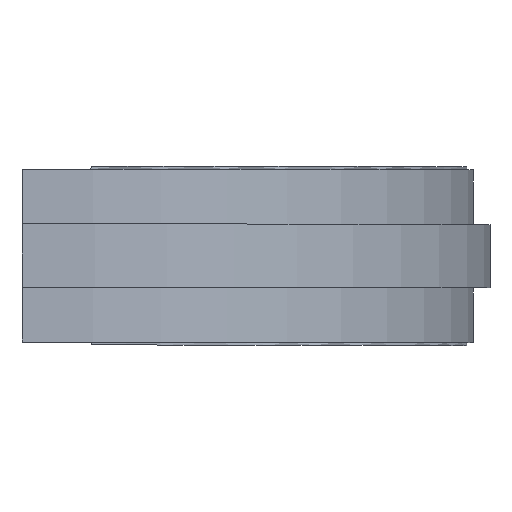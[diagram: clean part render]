
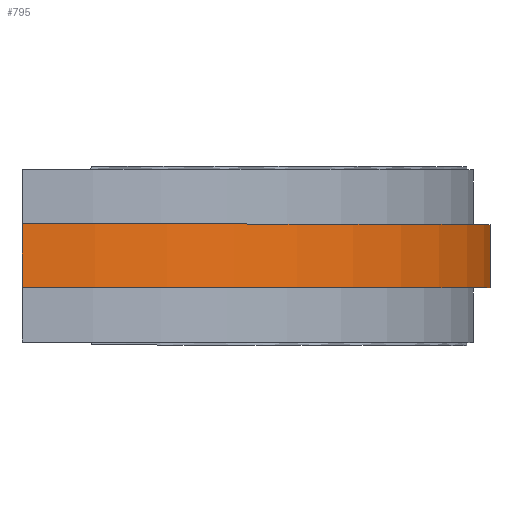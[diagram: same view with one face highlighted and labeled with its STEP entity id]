
A CAD part, top view. The second image highlights one B-rep face of the part: STEP entity #795.
In plain terms, the highlighted cylindrical face has radius 140.657 mm (diameter 281.314 mm), a partial arc.
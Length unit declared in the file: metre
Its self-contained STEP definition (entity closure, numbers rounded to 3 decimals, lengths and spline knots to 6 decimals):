
#30=CIRCLE('',#876,0.140657);
#31=CIRCLE('',#877,0.140657);
#46=CYLINDRICAL_SURFACE('',#875,0.140657);
#204=ORIENTED_EDGE('',*,*,#375,.T.);
#205=ORIENTED_EDGE('',*,*,#410,.F.);
#206=ORIENTED_EDGE('',*,*,#342,.F.);
#207=ORIENTED_EDGE('',*,*,#411,.T.);
#342=EDGE_CURVE('',#458,#459,#536,.T.);
#375=EDGE_CURVE('',#486,#485,#561,.T.);
#410=EDGE_CURVE('',#459,#485,#30,.T.);
#411=EDGE_CURVE('',#458,#486,#31,.T.);
#458=VERTEX_POINT('',#1171);
#459=VERTEX_POINT('',#1173);
#485=VERTEX_POINT('',#1237);
#486=VERTEX_POINT('',#1239);
#536=LINE('',#1172,#612);
#561=LINE('',#1238,#637);
#612=VECTOR('',#940,1.);
#637=VECTOR('',#993,1.);
#685=EDGE_LOOP('',(#204,#205,#206,#207));
#727=FACE_BOUND('',#685,.T.);
#795=ADVANCED_FACE('',(#727),#46,.T.);
#875=AXIS2_PLACEMENT_3D('',#1460,#1038,#1039);
#876=AXIS2_PLACEMENT_3D('',#1461,#1040,#1041);
#877=AXIS2_PLACEMENT_3D('',#1462,#1042,#1043);
#940=DIRECTION('',(0.,-1.,0.));
#993=DIRECTION('',(0.,-1.,0.));
#1038=DIRECTION('',(0.,-1.,0.));
#1039=DIRECTION('',(0.,0.,-1.));
#1040=DIRECTION('',(0.,-1.,0.));
#1041=DIRECTION('',(0.,0.,-1.));
#1042=DIRECTION('',(0.,-1.,0.));
#1043=DIRECTION('',(0.,0.,-1.));
#1171=CARTESIAN_POINT('',(0.140657,0.0095,0.));
#1172=CARTESIAN_POINT('',(0.140657,0.0095,0.));
#1173=CARTESIAN_POINT('',(0.140657,-0.0095,0.));
#1237=CARTESIAN_POINT('',(0.,-0.0095,0.140657));
#1238=CARTESIAN_POINT('',(0.,0.0095,0.140657));
#1239=CARTESIAN_POINT('',(0.,0.0095,0.140657));
#1460=CARTESIAN_POINT('',(0.,0.0095,0.));
#1461=CARTESIAN_POINT('',(0.,-0.0095,0.));
#1462=CARTESIAN_POINT('',(0.,0.0095,0.));
